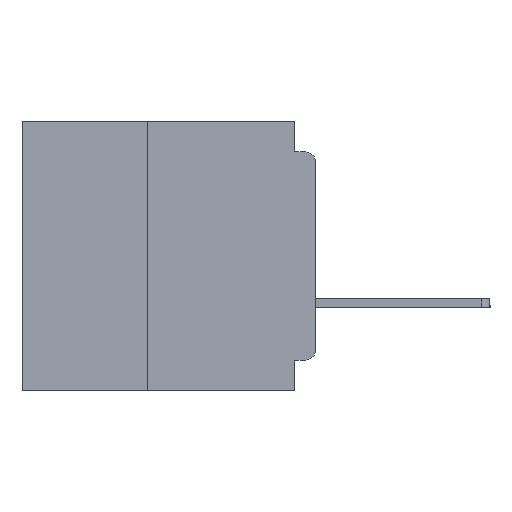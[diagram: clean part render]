
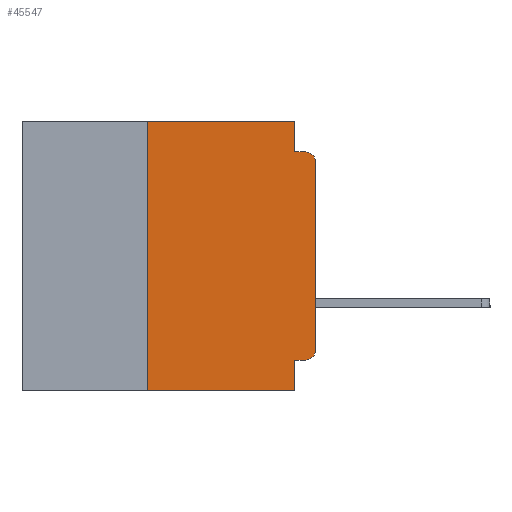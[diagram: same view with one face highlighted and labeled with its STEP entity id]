
A CAD part, left-side view. The second image highlights one B-rep face of the part: STEP entity #45547.
In plain terms, the highlighted planar face has unit normal (-1, 0, 0).
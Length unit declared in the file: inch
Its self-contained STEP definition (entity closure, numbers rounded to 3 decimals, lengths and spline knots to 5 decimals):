
#671 = ORIENTED_EDGE ( 'NONE', *, *, #10938, .F. ) ;
#1121 = LINE ( 'NONE', #47561, #24135 ) ;
#1364 = ORIENTED_EDGE ( 'NONE', *, *, #43302, .F. ) ;
#1491 = EDGE_CURVE ( 'NONE', #33227, #14562, #13862, .T. ) ;
#2223 = VECTOR ( 'NONE', #19191, 39.37008 ) ;
#2624 = VERTEX_POINT ( 'NONE', #18481 ) ;
#2828 = CARTESIAN_POINT ( 'NONE',  ( 0., 0.437, 0. ) ) ;
#3849 = DIRECTION ( 'NONE',  ( -1., 0., 0. ) ) ;
#4452 = LINE ( 'NONE', #32113, #54368 ) ;
#4663 = CARTESIAN_POINT ( 'NONE',  ( 0., 0.031, 0. ) ) ;
#5586 = CARTESIAN_POINT ( 'NONE',  ( 0., 0., -0.06 ) ) ;
#6100 = VECTOR ( 'NONE', #44926, 39.37008 ) ;
#6885 = ORIENTED_EDGE ( 'NONE', *, *, #23004, .T. ) ;
#8475 = ORIENTED_EDGE ( 'NONE', *, *, #28529, .F. ) ;
#9186 = DIRECTION ( 'NONE',  ( 1., 0., 0. ) ) ;
#9327 = DIRECTION ( 'NONE',  ( 0., -1., 0. ) ) ;
#10048 = CIRCLE ( 'NONE', #34968, 0.015 ) ;
#10938 = EDGE_CURVE ( 'NONE', #13846, #37573, #31907, .T. ) ;
#12743 = VECTOR ( 'NONE', #30297, 39.37008 ) ;
#13231 = AXIS2_PLACEMENT_3D ( 'NONE', #31301, #3849, #35864 ) ;
#13846 = VERTEX_POINT ( 'NONE', #4663 ) ;
#13862 = LINE ( 'NONE', #33262, #21742 ) ;
#14562 = VERTEX_POINT ( 'NONE', #5586 ) ;
#14738 = ORIENTED_EDGE ( 'NONE', *, *, #25904, .F. ) ;
#17787 = VECTOR ( 'NONE', #30901, 39.37008 ) ;
#18481 = CARTESIAN_POINT ( 'NONE',  ( 0., 0.015, -0.355 ) ) ;
#19024 = CIRCLE ( 'NONE', #13231, 0.015 ) ;
#19191 = DIRECTION ( 'NONE',  ( 0., 1., 0. ) ) ;
#19755 = AXIS2_PLACEMENT_3D ( 'NONE', #54358, #9186, #41139 ) ;
#20911 = CARTESIAN_POINT ( 'NONE',  ( 0., 0.015, -0.06 ) ) ;
#21742 = VECTOR ( 'NONE', #37853, 39.37008 ) ;
#22707 = LINE ( 'NONE', #36487, #33288 ) ;
#23004 = EDGE_CURVE ( 'NONE', #2624, #33227, #19024, .T. ) ;
#24135 = VECTOR ( 'NONE', #43221, 39.37008 ) ;
#25477 = DIRECTION ( 'NONE',  ( 0., 0., -1. ) ) ;
#25904 = EDGE_CURVE ( 'NONE', #37573, #45180, #4452, .T. ) ;
#26161 = CARTESIAN_POINT ( 'NONE',  ( 0., 0.25, -0.4 ) ) ;
#26444 = VERTEX_POINT ( 'NONE', #40398 ) ;
#26678 = CARTESIAN_POINT ( 'NONE',  ( 0., 0.031, 0. ) ) ;
#26767 = FACE_OUTER_BOUND ( 'NONE', #31411, .T. ) ;
#27024 = ORIENTED_EDGE ( 'NONE', *, *, #1491, .T. ) ;
#28529 = EDGE_CURVE ( 'NONE', #40455, #30565, #1121, .T. ) ;
#29421 = CARTESIAN_POINT ( 'NONE',  ( 0., 0.015, -0.045 ) ) ;
#29849 = LINE ( 'NONE', #26161, #17787 ) ;
#30297 = DIRECTION ( 'NONE',  ( 0., -1., 0. ) ) ;
#30565 = VERTEX_POINT ( 'NONE', #36622 ) ;
#30901 = DIRECTION ( 'NONE',  ( 0., 0., 1. ) ) ;
#30983 = ORIENTED_EDGE ( 'NONE', *, *, #43404, .F. ) ;
#31301 = CARTESIAN_POINT ( 'NONE',  ( 0., 0.015, -0.34 ) ) ;
#31411 = EDGE_LOOP ( 'NONE', ( #27024, #57348, #14738, #671, #1364, #30983, #35602, #8475, #37780, #6885 ) ) ;
#31907 = LINE ( 'NONE', #26678, #6100 ) ;
#32113 = CARTESIAN_POINT ( 'NONE',  ( 0., 0., -0.045 ) ) ;
#33227 = VERTEX_POINT ( 'NONE', #55444 ) ;
#33262 = CARTESIAN_POINT ( 'NONE',  ( 0., 0., 0. ) ) ;
#33288 = VECTOR ( 'NONE', #41249, 39.37008 ) ;
#34112 = LINE ( 'NONE', #2828, #12743 ) ;
#34968 = AXIS2_PLACEMENT_3D ( 'NONE', #20911, #52600, #25477 ) ;
#35513 = EDGE_CURVE ( 'NONE', #2624, #40455, #47950, .T. ) ;
#35602 = ORIENTED_EDGE ( 'NONE', *, *, #48521, .T. ) ;
#35864 = DIRECTION ( 'NONE',  ( 0., 0., -1. ) ) ;
#36487 = CARTESIAN_POINT ( 'NONE',  ( 0., 0.437, -0.4 ) ) ;
#36622 = CARTESIAN_POINT ( 'NONE',  ( 0., 0.031, -0.4 ) ) ;
#37573 = VERTEX_POINT ( 'NONE', #52045 ) ;
#37780 = ORIENTED_EDGE ( 'NONE', *, *, #35513, .F. ) ;
#37853 = DIRECTION ( 'NONE',  ( 0., 0., 1. ) ) ;
#40398 = CARTESIAN_POINT ( 'NONE',  ( 0., 0.25, -0.4 ) ) ;
#40455 = VERTEX_POINT ( 'NONE', #46213 ) ;
#41139 = DIRECTION ( 'NONE',  ( 0., 0., -1. ) ) ;
#41249 = DIRECTION ( 'NONE',  ( 0., -1., 0. ) ) ;
#41901 = CARTESIAN_POINT ( 'NONE',  ( 0., 0.25, 0. ) ) ;
#43221 = DIRECTION ( 'NONE',  ( 0., 0., -1. ) ) ;
#43302 = EDGE_CURVE ( 'NONE', #48026, #13846, #34112, .T. ) ;
#43404 = EDGE_CURVE ( 'NONE', #26444, #48026, #29849, .T. ) ;
#44926 = DIRECTION ( 'NONE',  ( 0., 0., -1. ) ) ;
#45180 = VERTEX_POINT ( 'NONE', #29421 ) ;
#45491 = PLANE ( 'NONE',  #19755 ) ;
#45547 = ADVANCED_FACE ( 'NONE', ( #26767 ), #45491, .F. ) ;
#46213 = CARTESIAN_POINT ( 'NONE',  ( 0., 0.031, -0.355 ) ) ;
#46375 = CARTESIAN_POINT ( 'NONE',  ( 0., 0., -0.355 ) ) ;
#47561 = CARTESIAN_POINT ( 'NONE',  ( 0., 0.031, -0.4 ) ) ;
#47950 = LINE ( 'NONE', #46375, #2223 ) ;
#48026 = VERTEX_POINT ( 'NONE', #41901 ) ;
#48521 = EDGE_CURVE ( 'NONE', #26444, #30565, #22707, .T. ) ;
#52045 = CARTESIAN_POINT ( 'NONE',  ( 0., 0.031, -0.045 ) ) ;
#52600 = DIRECTION ( 'NONE',  ( -1., 0., 0. ) ) ;
#54358 = CARTESIAN_POINT ( 'NONE',  ( 0., 0.437, 0. ) ) ;
#54368 = VECTOR ( 'NONE', #9327, 39.37008 ) ;
#55444 = CARTESIAN_POINT ( 'NONE',  ( 0., 0., -0.34 ) ) ;
#55726 = EDGE_CURVE ( 'NONE', #14562, #45180, #10048, .T. ) ;
#57348 = ORIENTED_EDGE ( 'NONE', *, *, #55726, .T. ) ;
